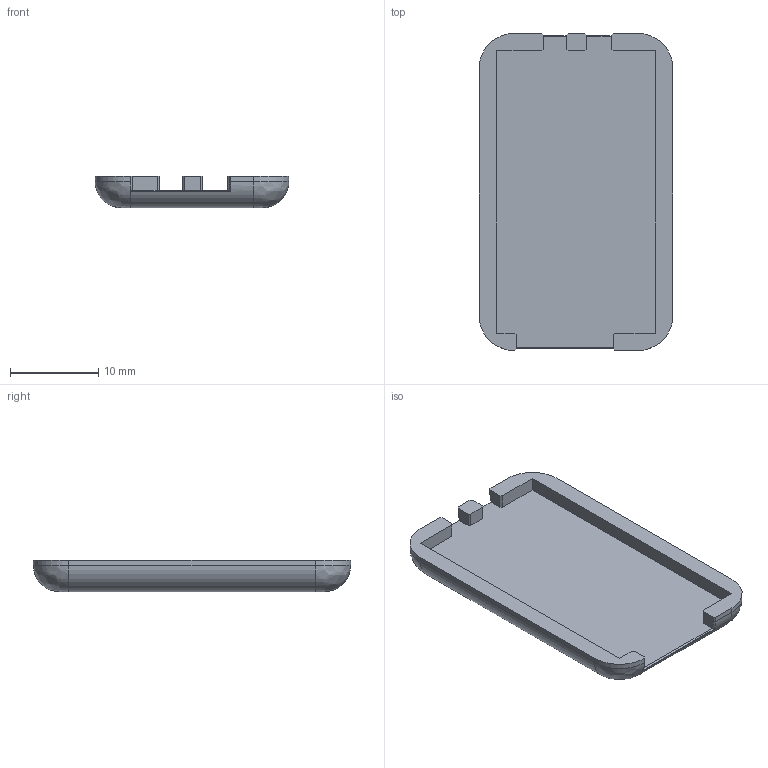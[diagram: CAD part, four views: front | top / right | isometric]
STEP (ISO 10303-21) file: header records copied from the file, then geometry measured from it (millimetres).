
FILE_DESCRIPTION(/* description */ (''),/* implementation_level */ '2;1');
FILE_NAME(/* name */ 'WS_Case.step',/* time_stamp */ '2025-07-01T16:05:19-06:00',/* author */ (''),/* organization */ (''),/* preprocessor_version */ 'ST-DEVELOPER v20.1',/* originating_system */ 'Autodesk Translation Framework v14.10.0.0',/* authorisation */ '');
FILE_SCHEMA (('AUTOMOTIVE_DESIGN { 1 0 10303 214 3 1 1 }'));
Length unit declared in the file: millimetre
Products named in the file (1): Joserra_WS_Case
Bounding box: 22 x 36 x 3.6 mm (x, y, z)
Volume: 1494.6 mm3; surface area: 1969.2 mm2
Topology: 1 solids, 1 shells, 63 faces, 166 edges, 106 vertices
Faces by surface type: plane 45, cylinder 8, cone 6, bspline 4
Entity records: 1976 total; most frequent: CARTESIAN_POINT 398, ORIENTED_EDGE 332, DIRECTION 306, EDGE_CURVE 166, LINE 122, VECTOR 122, VERTEX_POINT 106, AXIS2_PLACEMENT_3D 92
